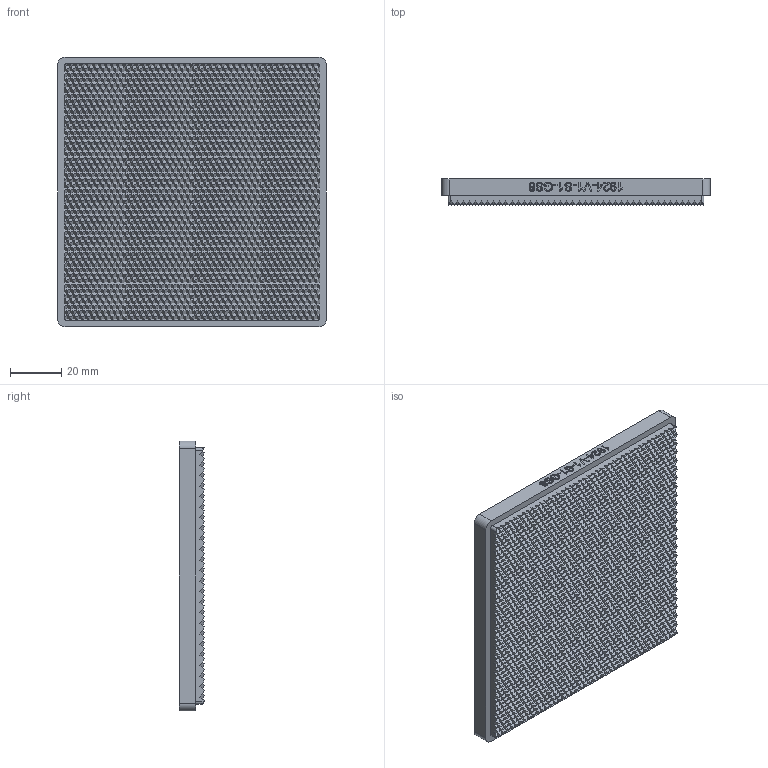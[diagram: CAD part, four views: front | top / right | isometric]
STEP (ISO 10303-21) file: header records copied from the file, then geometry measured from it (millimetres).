
FILE_DESCRIPTION (( 'STEP AP214' ), '1' );
FILE_NAME ('1924-22-00 Galvanoplatte SW2,38 100x100 extern.STEP', '2024-12-06T08:33:17', ( '' ), ( '' ), 'SwSTEP 2.0', 'SolidWorks 2023', '' );
FILE_SCHEMA (( 'AUTOMOTIVE_DESIGN' ));
Length unit declared in the file: millimetre
Products named in the file (1): 1924-22-00 Galvanoplatte SW2,38 100x100 extern
Bounding box: 105 x 10 x 105.5 mm (x, y, z)
Volume: 97174.1 mm3; surface area: 33231 mm2
Topology: 1 solids, 1 shells, 6380 faces, 12971 edges, 6612 vertices
Faces by surface type: plane 6289, bspline 83, cylinder 8
Entity records: 159748 total; most frequent: CARTESIAN_POINT 31169, ORIENTED_EDGE 25942, DIRECTION 25407, EDGE_CURVE 12971, VECTOR 12787, LINE 12787, VERTEX_POINT 6612, EDGE_LOOP 6399
